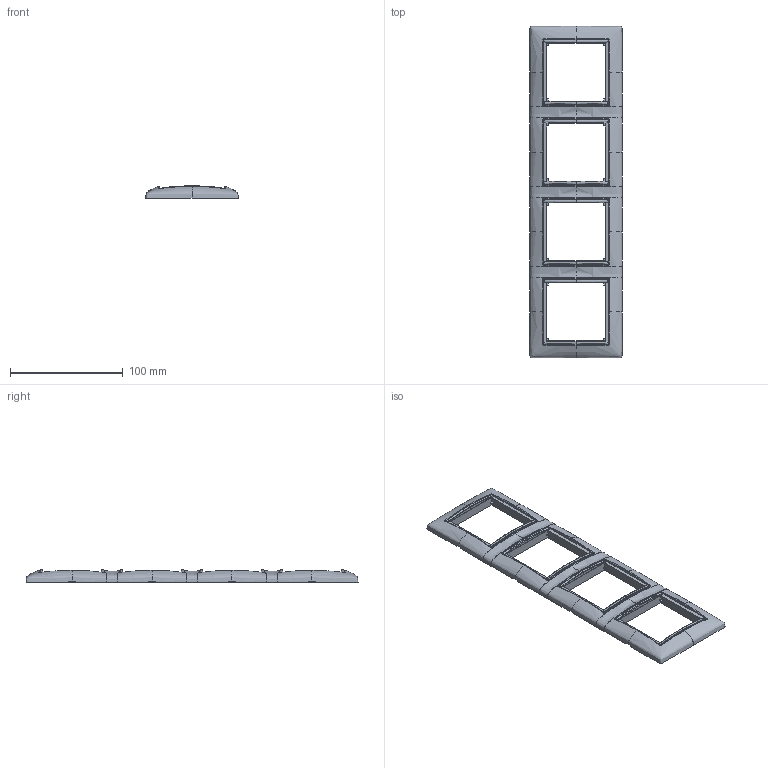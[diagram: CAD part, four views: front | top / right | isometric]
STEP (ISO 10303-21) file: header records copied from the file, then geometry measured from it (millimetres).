
FILE_DESCRIPTION(('STEP AP203'), '1');
FILE_NAME('774454', '2025-06-02T08:50:10', ('lkeadmin'), ('DC1INFRASCCM01'), 'C3D Converter', 'C3D Toolkit', '');
FILE_SCHEMA(('CONFIG_CONTROL_DESIGN'));
Length unit declared in the file: millimetre
Products named in the file (1): БЕИВ.301112.018
Bounding box: 82 x 295 x 11.07 mm (x, y, z)
Volume: 108123.8 mm3; surface area: 41269.2 mm2
Topology: 1 solids, 18 shells, 855 faces, 2251 edges, 1424 vertices
Faces by surface type: bspline 422, plane 297, cylinder 120, cone 16
Entity records: 63495 total; most frequent: CARTESIAN_POINT 46461, ORIENTED_EDGE 4470, EDGE_CURVE 2235, DIRECTION 1888, VERTEX_POINT 1424, B_SPLINE_CURVE_WITH_KNOTS 1264, FACE_BOUND 871, EDGE_LOOP 871
